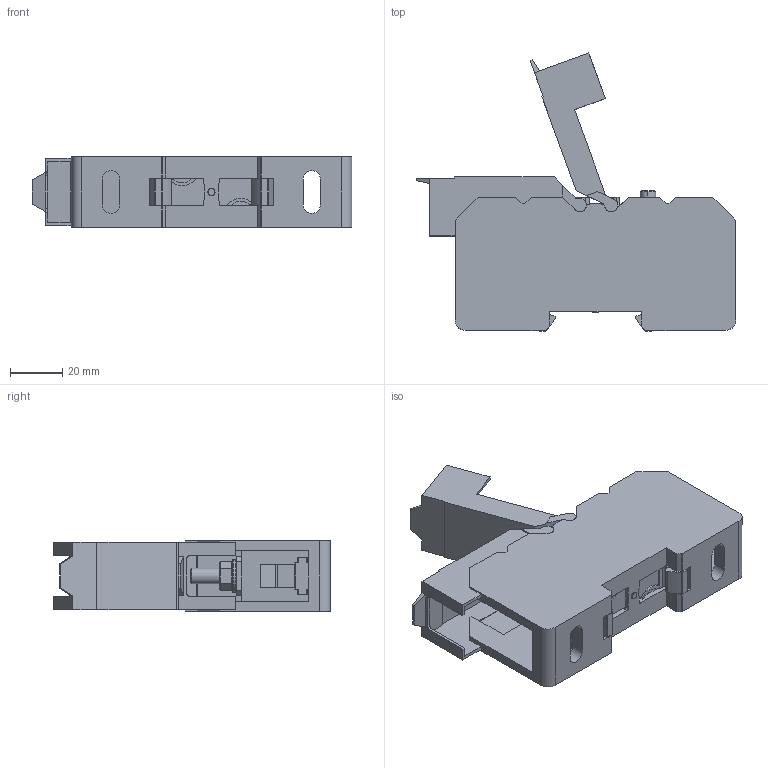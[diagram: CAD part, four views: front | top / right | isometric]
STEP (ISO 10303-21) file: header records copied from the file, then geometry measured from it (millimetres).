
FILE_DESCRIPTION (( 'STEP AP203' ), '1' );
FILE_NAME ('25 mm2 Baralý Klemens.STEP', '2020-03-20T06:03:37', ( '' ), ( '' ), 'SwSTEP 2.0', 'SolidWorks 2011', '' );
FILE_SCHEMA (( 'CONFIG_CONTROL_DESIGN' ));
Length unit declared in the file: millimetre
Products named in the file (1): 25 mm2 Baralý Klemens
Bounding box: 121.85 x 105.92 x 27 mm (x, y, z)
Volume: 89414.7 mm3; surface area: 39342.8 mm2
Topology: 1 solids, 1 shells, 457 faces, 1317 edges, 862 vertices
Faces by surface type: plane 325, cylinder 120, torus 8, cone 4
Entity records: 15081 total; most frequent: CARTESIAN_POINT 2728, ORIENTED_EDGE 2634, DIRECTION 2512, EDGE_CURVE 1317, LINE 1028, VECTOR 1028, VERTEX_POINT 862, AXIS2_PLACEMENT_3D 742
